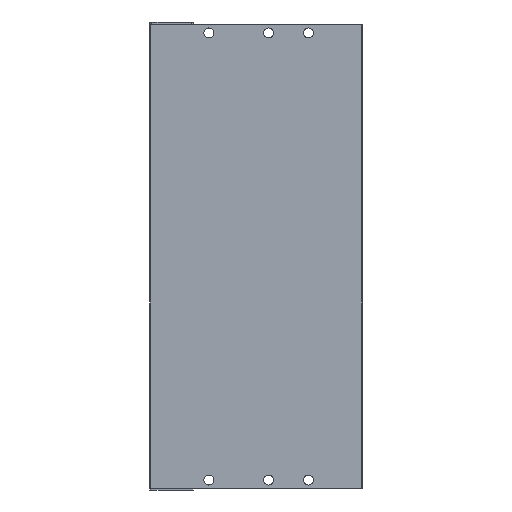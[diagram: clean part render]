
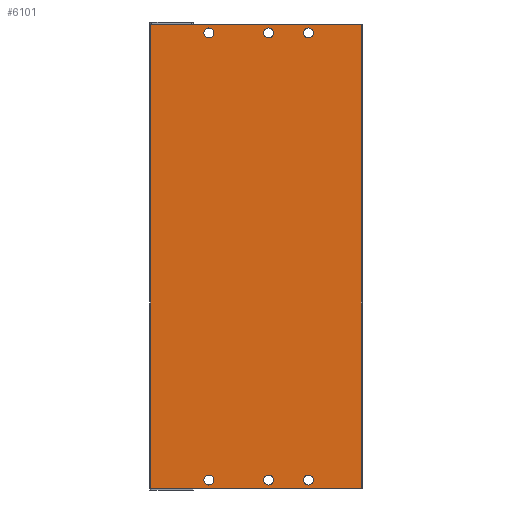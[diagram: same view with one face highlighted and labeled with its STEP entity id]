
A CAD part, front view. The second image highlights one B-rep face of the part: STEP entity #6101.
In plain terms, the highlighted planar face has unit normal (0, -1, 0).
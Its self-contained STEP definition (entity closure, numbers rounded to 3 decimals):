
#19 = CIRCLE ( 'NONE', #201, 2.5 ) ;
#68 = FACE_OUTER_BOUND ( 'NONE', #157, .T. ) ;
#88 = EDGE_CURVE ( 'NONE', #1867, #7212, #297, .T. ) ;
#130 = VERTEX_POINT ( 'NONE', #9823 ) ;
#157 = EDGE_LOOP ( 'NONE', ( #10137, #5712, #1895, #570 ) ) ;
#201 = AXIS2_PLACEMENT_3D ( 'NONE', #2165, #5593, #5532 ) ;
#244 = EDGE_CURVE ( 'NONE', #2391, #5322, #5857, .T. ) ;
#262 = DIRECTION ( 'NONE',  ( 0., 1., 0. ) ) ;
#272 = ORIENTED_EDGE ( 'NONE', *, *, #5553, .T. ) ;
#286 = CARTESIAN_POINT ( 'NONE',  ( 79.7, 0., -231. ) ) ;
#297 = LINE ( 'NONE', #2176, #3181 ) ;
#570 = ORIENTED_EDGE ( 'NONE', *, *, #7431, .T. ) ;
#631 = CARTESIAN_POINT ( 'NONE',  ( 59.7, 0., -226. ) ) ;
#635 = EDGE_LOOP ( 'NONE', ( #5429, #4859 ) ) ;
#1002 = LINE ( 'NONE', #4435, #4491 ) ;
#1073 = CARTESIAN_POINT ( 'NONE',  ( 59.7, 0., -4. ) ) ;
#1248 = CIRCLE ( 'NONE', #6471, 2.5 ) ;
#1266 = VERTEX_POINT ( 'NONE', #10530 ) ;
#1275 = DIRECTION ( 'NONE',  ( 0., 1., 0. ) ) ;
#1343 = CIRCLE ( 'NONE', #5108, 2.5 ) ;
#1428 = AXIS2_PLACEMENT_3D ( 'NONE', #1432, #4018, #5597 ) ;
#1432 = CARTESIAN_POINT ( 'NONE',  ( 59.7, 0., -228.5 ) ) ;
#1433 = VERTEX_POINT ( 'NONE', #4729 ) ;
#1482 = LINE ( 'NONE', #9092, #9690 ) ;
#1841 = EDGE_LOOP ( 'NONE', ( #6889, #5454 ) ) ;
#1867 = VERTEX_POINT ( 'NONE', #8081 ) ;
#1893 = CIRCLE ( 'NONE', #6579, 2.5 ) ;
#1895 = ORIENTED_EDGE ( 'NONE', *, *, #11143, .T. ) ;
#2165 = CARTESIAN_POINT ( 'NONE',  ( 29.7, 0., -4. ) ) ;
#2176 = CARTESIAN_POINT ( 'NONE',  ( 0.5, 0., -232.5 ) ) ;
#2343 = DIRECTION ( 'NONE',  ( 0., 0., -1. ) ) ;
#2391 = VERTEX_POINT ( 'NONE', #9369 ) ;
#2664 = CARTESIAN_POINT ( 'NONE',  ( 79.7, 0., -6.5 ) ) ;
#2756 = CIRCLE ( 'NONE', #6883, 2.5 ) ;
#2791 = PLANE ( 'NONE',  #8592 ) ;
#2848 = DIRECTION ( 'NONE',  ( 0., 0., -1. ) ) ;
#2934 = CARTESIAN_POINT ( 'NONE',  ( 59.7, 0., -231. ) ) ;
#2952 = EDGE_CURVE ( 'NONE', #7980, #4264, #8600, .T. ) ;
#3052 = AXIS2_PLACEMENT_3D ( 'NONE', #9861, #10594, #3946 ) ;
#3156 = LINE ( 'NONE', #5846, #5643 ) ;
#3181 = VECTOR ( 'NONE', #3742, 1000. ) ;
#3267 = CARTESIAN_POINT ( 'NONE',  ( 106.2, 0., -232.5 ) ) ;
#3428 = DIRECTION ( 'NONE',  ( 0., 0., -1. ) ) ;
#3430 = AXIS2_PLACEMENT_3D ( 'NONE', #8727, #5289, #11148 ) ;
#3438 = DIRECTION ( 'NONE',  ( 0., 0., -1. ) ) ;
#3519 = FACE_BOUND ( 'NONE', #7306, .T. ) ;
#3523 = EDGE_CURVE ( 'NONE', #6414, #130, #2756, .T. ) ;
#3538 = DIRECTION ( 'NONE',  ( 0., 1., 0. ) ) ;
#3639 = CARTESIAN_POINT ( 'NONE',  ( 0.5, 0., -232.5 ) ) ;
#3742 = DIRECTION ( 'NONE',  ( 1., 0., 0. ) ) ;
#3946 = DIRECTION ( 'NONE',  ( 0., 0., -1. ) ) ;
#4018 = DIRECTION ( 'NONE',  ( 0., 1., 0. ) ) ;
#4199 = VERTEX_POINT ( 'NONE', #7983 ) ;
#4264 = VERTEX_POINT ( 'NONE', #2934 ) ;
#4271 = ORIENTED_EDGE ( 'NONE', *, *, #4650, .T. ) ;
#4435 = CARTESIAN_POINT ( 'NONE',  ( 0.5, 0., -232.5 ) ) ;
#4491 = VECTOR ( 'NONE', #3428, 1000. ) ;
#4650 = EDGE_CURVE ( 'NONE', #5322, #2391, #1343, .T. ) ;
#4710 = AXIS2_PLACEMENT_3D ( 'NONE', #8314, #9905, #6630 ) ;
#4729 = CARTESIAN_POINT ( 'NONE',  ( 0.5, 0., 0. ) ) ;
#4731 = VERTEX_POINT ( 'NONE', #10177 ) ;
#4793 = VERTEX_POINT ( 'NONE', #11016 ) ;
#4859 = ORIENTED_EDGE ( 'NONE', *, *, #2952, .T. ) ;
#4861 = DIRECTION ( 'NONE',  ( 0., 0., 1. ) ) ;
#5108 = AXIS2_PLACEMENT_3D ( 'NONE', #8311, #6627, #6520 ) ;
#5184 = AXIS2_PLACEMENT_3D ( 'NONE', #8552, #262, #7643 ) ;
#5289 = DIRECTION ( 'NONE',  ( 0., 1., 0. ) ) ;
#5322 = VERTEX_POINT ( 'NONE', #2664 ) ;
#5348 = DIRECTION ( 'NONE',  ( 0., 1., 0. ) ) ;
#5429 = ORIENTED_EDGE ( 'NONE', *, *, #7952, .T. ) ;
#5454 = ORIENTED_EDGE ( 'NONE', *, *, #6997, .T. ) ;
#5477 = VERTEX_POINT ( 'NONE', #5964 ) ;
#5492 = FACE_BOUND ( 'NONE', #10359, .T. ) ;
#5532 = DIRECTION ( 'NONE',  ( 0., 0., -1. ) ) ;
#5553 = EDGE_CURVE ( 'NONE', #1266, #4731, #1893, .T. ) ;
#5593 = DIRECTION ( 'NONE',  ( 0., 1., 0. ) ) ;
#5597 = DIRECTION ( 'NONE',  ( 0., 0., -1. ) ) ;
#5643 = VECTOR ( 'NONE', #10813, 1000. ) ;
#5712 = ORIENTED_EDGE ( 'NONE', *, *, #7847, .T. ) ;
#5769 = ORIENTED_EDGE ( 'NONE', *, *, #244, .T. ) ;
#5782 = CIRCLE ( 'NONE', #3430, 2.5 ) ;
#5846 = CARTESIAN_POINT ( 'NONE',  ( 0.5, 0., 0. ) ) ;
#5857 = CIRCLE ( 'NONE', #8918, 2.5 ) ;
#5964 = CARTESIAN_POINT ( 'NONE',  ( 29.7, 0., -1.5 ) ) ;
#6072 = DIRECTION ( 'NONE',  ( 0., 0., -1. ) ) ;
#6101 = ADVANCED_FACE ( 'NONE', ( #68, #3519, #9770, #9548, #5492, #8929, #7172 ), #2791, .T. ) ;
#6344 = VERTEX_POINT ( 'NONE', #10218 ) ;
#6414 = VERTEX_POINT ( 'NONE', #286 ) ;
#6471 = AXIS2_PLACEMENT_3D ( 'NONE', #1073, #5348, #3438 ) ;
#6520 = DIRECTION ( 'NONE',  ( 0., 0., -1. ) ) ;
#6579 = AXIS2_PLACEMENT_3D ( 'NONE', #9196, #10352, #6072 ) ;
#6627 = DIRECTION ( 'NONE',  ( 0., 1., 0. ) ) ;
#6630 = DIRECTION ( 'NONE',  ( 0., 0., -1. ) ) ;
#6852 = ORIENTED_EDGE ( 'NONE', *, *, #10128, .T. ) ;
#6883 = AXIS2_PLACEMENT_3D ( 'NONE', #9103, #1275, #8930 ) ;
#6889 = ORIENTED_EDGE ( 'NONE', *, *, #3523, .T. ) ;
#6904 = EDGE_CURVE ( 'NONE', #4199, #9365, #1248, .T. ) ;
#6913 = DIRECTION ( 'NONE',  ( 0., 0., -1. ) ) ;
#6997 = EDGE_CURVE ( 'NONE', #130, #6414, #7884, .T. ) ;
#7066 = AXIS2_PLACEMENT_3D ( 'NONE', #7694, #3538, #6913 ) ;
#7172 = FACE_BOUND ( 'NONE', #1841, .T. ) ;
#7212 = VERTEX_POINT ( 'NONE', #3267 ) ;
#7216 = CIRCLE ( 'NONE', #4710, 2.5 ) ;
#7306 = EDGE_LOOP ( 'NONE', ( #9107, #6852 ) ) ;
#7431 = EDGE_CURVE ( 'NONE', #1433, #1867, #1002, .T. ) ;
#7643 = DIRECTION ( 'NONE',  ( 0., 0., -1. ) ) ;
#7694 = CARTESIAN_POINT ( 'NONE',  ( 29.7, 0., -4. ) ) ;
#7747 = ORIENTED_EDGE ( 'NONE', *, *, #9746, .T. ) ;
#7847 = EDGE_CURVE ( 'NONE', #7212, #6344, #1482, .T. ) ;
#7884 = CIRCLE ( 'NONE', #3052, 2.5 ) ;
#7952 = EDGE_CURVE ( 'NONE', #4264, #7980, #8427, .T. ) ;
#7980 = VERTEX_POINT ( 'NONE', #631 ) ;
#7983 = CARTESIAN_POINT ( 'NONE',  ( 59.7, 0., -6.5 ) ) ;
#8081 = CARTESIAN_POINT ( 'NONE',  ( 0.5, 0., -232.5 ) ) ;
#8238 = CARTESIAN_POINT ( 'NONE',  ( 79.7, 0., -4. ) ) ;
#8311 = CARTESIAN_POINT ( 'NONE',  ( 79.7, 0., -4. ) ) ;
#8314 = CARTESIAN_POINT ( 'NONE',  ( 29.7, 0., -228.5 ) ) ;
#8380 = CARTESIAN_POINT ( 'NONE',  ( 59.7, 0., -1.5 ) ) ;
#8427 = CIRCLE ( 'NONE', #1428, 2.5 ) ;
#8552 = CARTESIAN_POINT ( 'NONE',  ( 59.7, 0., -228.5 ) ) ;
#8592 = AXIS2_PLACEMENT_3D ( 'NONE', #3639, #10563, #2848 ) ;
#8600 = CIRCLE ( 'NONE', #5184, 2.5 ) ;
#8727 = CARTESIAN_POINT ( 'NONE',  ( 59.7, 0., -4. ) ) ;
#8918 = AXIS2_PLACEMENT_3D ( 'NONE', #8238, #10844, #2343 ) ;
#8929 = FACE_BOUND ( 'NONE', #635, .T. ) ;
#8930 = DIRECTION ( 'NONE',  ( 0., 0., -1. ) ) ;
#9009 = EDGE_LOOP ( 'NONE', ( #10718, #10226 ) ) ;
#9092 = CARTESIAN_POINT ( 'NONE',  ( 106.2, 0., -232.5 ) ) ;
#9103 = CARTESIAN_POINT ( 'NONE',  ( 79.7, 0., -228.5 ) ) ;
#9107 = ORIENTED_EDGE ( 'NONE', *, *, #10859, .T. ) ;
#9135 = EDGE_CURVE ( 'NONE', #9365, #4199, #5782, .T. ) ;
#9196 = CARTESIAN_POINT ( 'NONE',  ( 29.7, 0., -228.5 ) ) ;
#9365 = VERTEX_POINT ( 'NONE', #8380 ) ;
#9369 = CARTESIAN_POINT ( 'NONE',  ( 79.7, 0., -1.5 ) ) ;
#9548 = FACE_BOUND ( 'NONE', #10705, .T. ) ;
#9690 = VECTOR ( 'NONE', #4861, 1000. ) ;
#9746 = EDGE_CURVE ( 'NONE', #4731, #1266, #7216, .T. ) ;
#9761 = CIRCLE ( 'NONE', #7066, 2.5 ) ;
#9770 = FACE_BOUND ( 'NONE', #9009, .T. ) ;
#9823 = CARTESIAN_POINT ( 'NONE',  ( 79.7, 0., -226. ) ) ;
#9861 = CARTESIAN_POINT ( 'NONE',  ( 79.7, 0., -228.5 ) ) ;
#9905 = DIRECTION ( 'NONE',  ( 0., 1., 0. ) ) ;
#10128 = EDGE_CURVE ( 'NONE', #5477, #4793, #19, .T. ) ;
#10137 = ORIENTED_EDGE ( 'NONE', *, *, #88, .T. ) ;
#10177 = CARTESIAN_POINT ( 'NONE',  ( 29.7, 0., -231. ) ) ;
#10218 = CARTESIAN_POINT ( 'NONE',  ( 106.2, 0., 0. ) ) ;
#10226 = ORIENTED_EDGE ( 'NONE', *, *, #9135, .T. ) ;
#10352 = DIRECTION ( 'NONE',  ( 0., 1., 0. ) ) ;
#10359 = EDGE_LOOP ( 'NONE', ( #7747, #272 ) ) ;
#10530 = CARTESIAN_POINT ( 'NONE',  ( 29.7, 0., -226. ) ) ;
#10563 = DIRECTION ( 'NONE',  ( 0., -1., 0. ) ) ;
#10594 = DIRECTION ( 'NONE',  ( 0., 1., 0. ) ) ;
#10705 = EDGE_LOOP ( 'NONE', ( #4271, #5769 ) ) ;
#10718 = ORIENTED_EDGE ( 'NONE', *, *, #6904, .T. ) ;
#10813 = DIRECTION ( 'NONE',  ( -1., 0., 0. ) ) ;
#10844 = DIRECTION ( 'NONE',  ( 0., 1., 0. ) ) ;
#10859 = EDGE_CURVE ( 'NONE', #4793, #5477, #9761, .T. ) ;
#11016 = CARTESIAN_POINT ( 'NONE',  ( 29.7, 0., -6.5 ) ) ;
#11143 = EDGE_CURVE ( 'NONE', #6344, #1433, #3156, .T. ) ;
#11148 = DIRECTION ( 'NONE',  ( 0., 0., -1. ) ) ;
